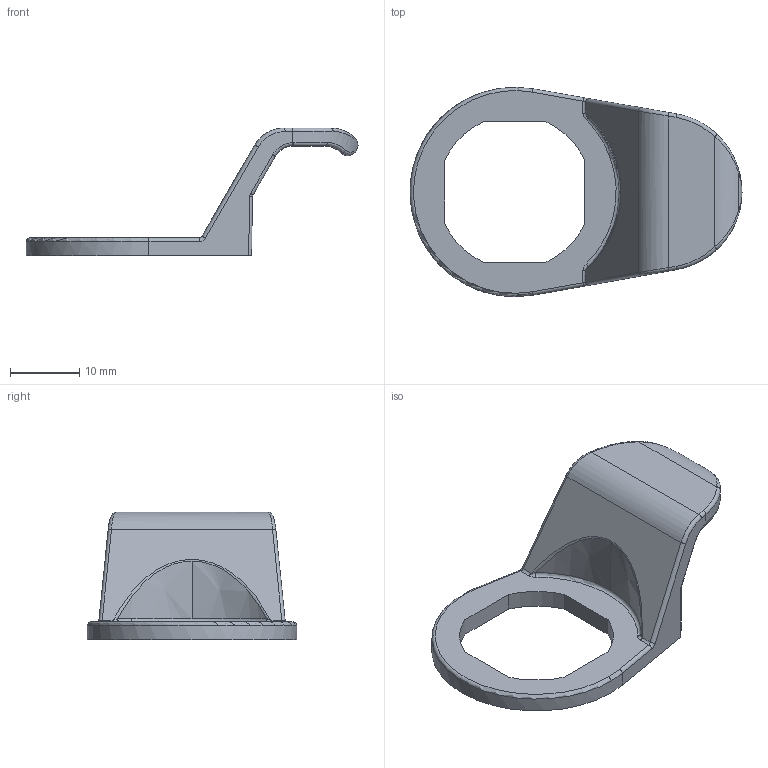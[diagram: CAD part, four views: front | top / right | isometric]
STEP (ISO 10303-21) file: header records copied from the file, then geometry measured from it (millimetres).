
FILE_DESCRIPTION (( 'STEP AP203' ), '1' );
FILE_NAME ('TP05.35.STEP', '2022-06-14T11:54:32', ( '' ), ( '' ), 'SwSTEP 2.0', 'SolidWorks 2021', '' );
FILE_SCHEMA (( 'CONFIG_CONTROL_DESIGN' ));
Length unit declared in the file: millimetre
Products named in the file (1): TP05.35
Bounding box: 48 x 30.3 x 18.5 mm (x, y, z)
Surface area: 2730.3 mm2 (no closed solid volume)
Topology: 0 solids, 1 shells, 86 faces, 213 edges, 126 vertices
Faces by surface type: cylinder 32, bspline 24, plane 18, torus 6, cone 4, sphere 2
Entity records: 3879 total; most frequent: CARTESIAN_POINT 2246, ORIENTED_EDGE 415, EDGE_CURVE 213, DIRECTION 172, B_SPLINE_CURVE_WITH_KNOTS 158, VERTEX_POINT 126, EDGE_LOOP 88, ADVANCED_FACE 86
